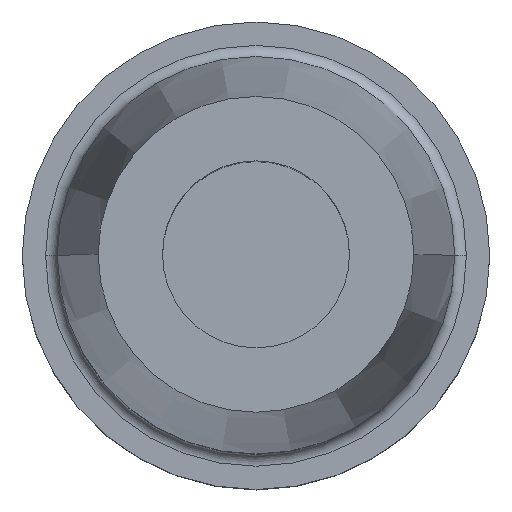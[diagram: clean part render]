
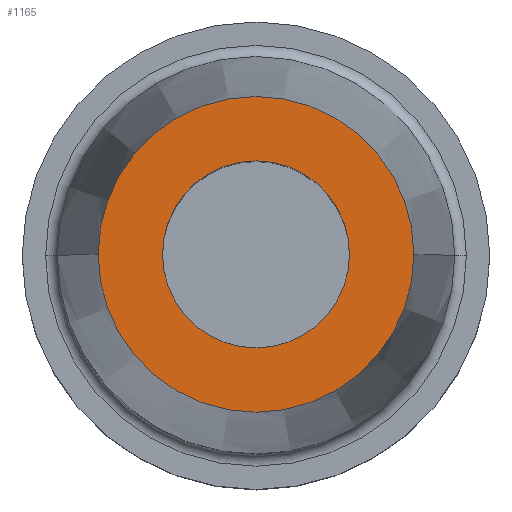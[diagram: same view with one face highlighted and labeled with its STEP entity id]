
A CAD part, top view. The second image highlights one B-rep face of the part: STEP entity #1165.
In plain terms, the highlighted planar face has unit normal (0, 0, 1).
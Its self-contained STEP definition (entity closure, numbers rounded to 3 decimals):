
#25 = CARTESIAN_POINT ( 'NONE',  ( 0., 0., 90. ) ) ;
#42 = DIRECTION ( 'NONE',  ( 0., 0., 1. ) ) ;
#73 = CIRCLE ( 'NONE', #1178, 8. ) ;
#77 = ORIENTED_EDGE ( 'NONE', *, *, #757, .F. ) ;
#105 = VERTEX_POINT ( 'NONE', #993 ) ;
#121 = AXIS2_PLACEMENT_3D ( 'NONE', #953, #1026, #578 ) ;
#128 = VERTEX_POINT ( 'NONE', #913 ) ;
#139 = CARTESIAN_POINT ( 'NONE',  ( 0., 0., 90. ) ) ;
#159 = CARTESIAN_POINT ( 'NONE',  ( 13.5, 0., 90. ) ) ;
#165 = EDGE_LOOP ( 'NONE', ( #878, #1131 ) ) ;
#221 = AXIS2_PLACEMENT_3D ( 'NONE', #863, #681, #324 ) ;
#230 = VERTEX_POINT ( 'NONE', #159 ) ;
#241 = EDGE_CURVE ( 'NONE', #389, #230, #1034, .T. ) ;
#324 = DIRECTION ( 'NONE',  ( -1., 0., 0. ) ) ;
#389 = VERTEX_POINT ( 'NONE', #768 ) ;
#471 = DIRECTION ( 'NONE',  ( 0., 0., 1. ) ) ;
#476 = DIRECTION ( 'NONE',  ( 1., 0., 0. ) ) ;
#516 = PLANE ( 'NONE',  #221 ) ;
#530 = CARTESIAN_POINT ( 'NONE',  ( 0., 0., 90. ) ) ;
#560 = AXIS2_PLACEMENT_3D ( 'NONE', #530, #1056, #779 ) ;
#578 = DIRECTION ( 'NONE',  ( -1., 0., 0. ) ) ;
#608 = FACE_OUTER_BOUND ( 'NONE', #165, .T. ) ;
#681 = DIRECTION ( 'NONE',  ( 0., 0., -1. ) ) ;
#689 = CIRCLE ( 'NONE', #121, 13.5 ) ;
#757 = EDGE_CURVE ( 'NONE', #128, #105, #73, .T. ) ;
#768 = CARTESIAN_POINT ( 'NONE',  ( -13.5, 0., 90. ) ) ;
#779 = DIRECTION ( 'NONE',  ( -1., 0., 0. ) ) ;
#827 = EDGE_CURVE ( 'NONE', #230, #389, #689, .T. ) ;
#863 = CARTESIAN_POINT ( 'NONE',  ( 0., 0., 90. ) ) ;
#878 = ORIENTED_EDGE ( 'NONE', *, *, #241, .F. ) ;
#913 = CARTESIAN_POINT ( 'NONE',  ( 8., 0., 90. ) ) ;
#938 = ORIENTED_EDGE ( 'NONE', *, *, #1006, .F. ) ;
#953 = CARTESIAN_POINT ( 'NONE',  ( 0., 0., 90. ) ) ;
#971 = AXIS2_PLACEMENT_3D ( 'NONE', #139, #42, #1132 ) ;
#993 = CARTESIAN_POINT ( 'NONE',  ( -8., 0., 90. ) ) ;
#1006 = EDGE_CURVE ( 'NONE', #105, #128, #1137, .T. ) ;
#1026 = DIRECTION ( 'NONE',  ( 0., 0., -1. ) ) ;
#1034 = CIRCLE ( 'NONE', #560, 13.5 ) ;
#1045 = FACE_BOUND ( 'NONE', #1163, .T. ) ;
#1056 = DIRECTION ( 'NONE',  ( 0., 0., -1. ) ) ;
#1131 = ORIENTED_EDGE ( 'NONE', *, *, #827, .F. ) ;
#1132 = DIRECTION ( 'NONE',  ( 1., 0., 0. ) ) ;
#1137 = CIRCLE ( 'NONE', #971, 8. ) ;
#1163 = EDGE_LOOP ( 'NONE', ( #77, #938 ) ) ;
#1165 = ADVANCED_FACE ( 'NONE', ( #1045, #608 ), #516, .F. ) ;
#1178 = AXIS2_PLACEMENT_3D ( 'NONE', #25, #471, #476 ) ;
